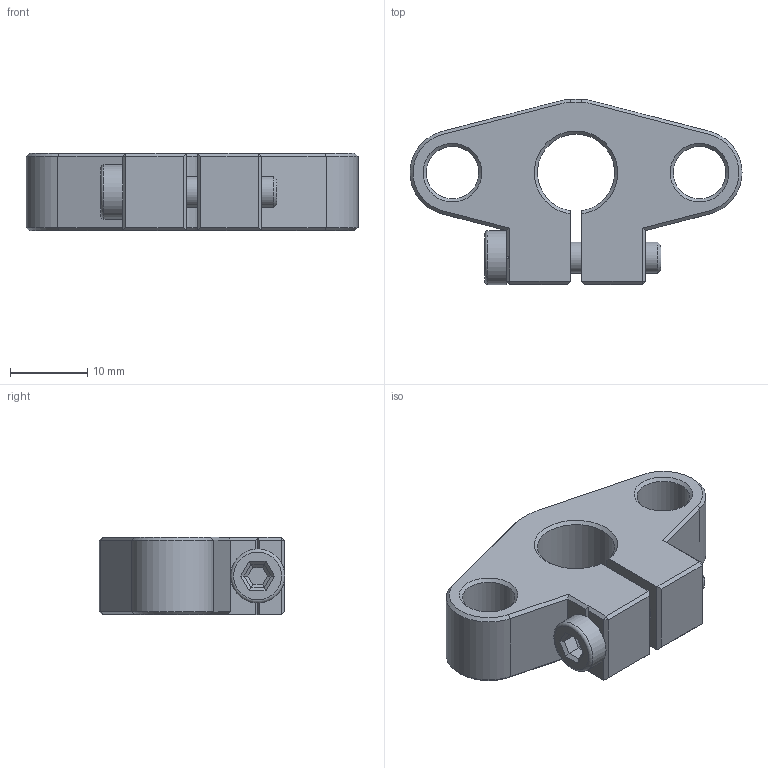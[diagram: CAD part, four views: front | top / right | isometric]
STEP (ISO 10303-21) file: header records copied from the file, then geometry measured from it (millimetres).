
FILE_DESCRIPTION(/* description */ (''),/* implementation_level */ '2;1');
FILE_NAME(/* name */ 'SHF10_ipt_536b84e3.STEP',/* time_stamp */ '2021-10-31T16:32:35+02:00',/* author */ ('Mohamed Teleb'),/* organization */ (''),/* preprocessor_version */ 'ST-DEVELOPER v17',/* originating_system */ 'Autodesk Inventor 2019',/* authorisation */ '');
FILE_SCHEMA (('AUTOMOTIVE_DESIGN { 1 0 10303 214 3 1 1 }'));
Length unit declared in the file: millimetre
Products named in the file (1): SHF10
Bounding box: 43 x 24 x 10 mm (x, y, z)
Volume: 5412.6 mm3; surface area: 3579 mm2
Topology: 2 solids, 2 shells, 90 faces, 208 edges, 123 vertices
Faces by surface type: plane 63, cone 15, cylinder 11, torus 1
Full cylindrical faces by diameter (mm): 4 x3, 6.8 x2, 7 x1
Entity records: 2556 total; most frequent: DIRECTION 434, CARTESIAN_POINT 434, ORIENTED_EDGE 416, EDGE_CURVE 208, LINE 156, VECTOR 156, AXIS2_PLACEMENT_3D 139, VERTEX_POINT 123
